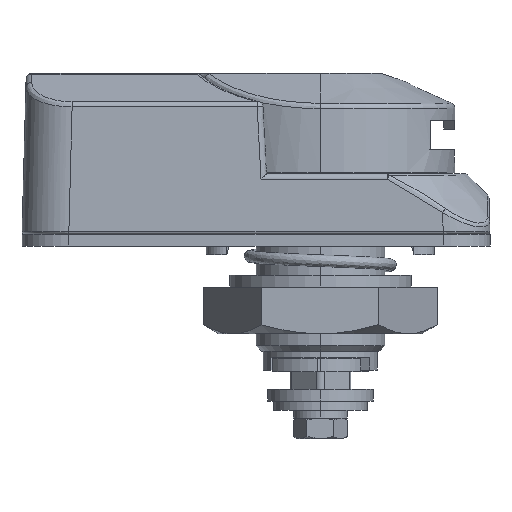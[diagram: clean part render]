
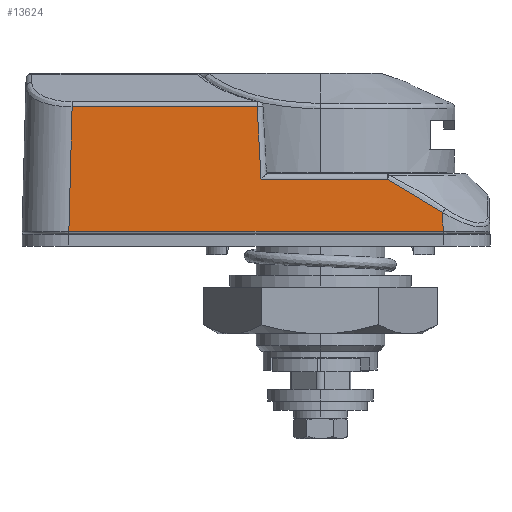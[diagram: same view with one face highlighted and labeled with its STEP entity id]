
A CAD part, left-side view. The second image highlights one B-rep face of the part: STEP entity #13624.
In plain terms, the highlighted planar face has unit normal (-1, 0, 0.026).
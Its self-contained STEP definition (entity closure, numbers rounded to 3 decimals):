
#359 = EDGE_CURVE ( 'NONE', #13202, #968, #9669, .T. ) ;
#854 = CARTESIAN_POINT ( 'NONE',  ( -22.753, -29., 9.426 ) ) ;
#918 = VECTOR ( 'NONE', #4127, 1000. ) ;
#968 = VERTEX_POINT ( 'NONE', #10713 ) ;
#1098 = VERTEX_POINT ( 'NONE', #8856 ) ;
#1932 = CARTESIAN_POINT ( 'NONE',  ( -22.902, -20.905, 3.734 ) ) ;
#2660 = VERTEX_POINT ( 'NONE', #5305 ) ;
#2802 = CARTESIAN_POINT ( 'NONE',  ( -23.005, 43.008, -0.209 ) ) ;
#2919 = FACE_OUTER_BOUND ( 'NONE', #12860, .T. ) ;
#3374 = CARTESIAN_POINT ( 'NONE',  ( -22.429, 10.806, 21.793 ) ) ;
#4127 = DIRECTION ( 'NONE',  ( 0., 1., 0. ) ) ;
#4430 = LINE ( 'NONE', #2802, #9288 ) ;
#4699 = CARTESIAN_POINT ( 'NONE',  ( -22.429, 42.432, 21.793 ) ) ;
#4797 = LINE ( 'NONE', #9164, #918 ) ;
#4995 = VERTEX_POINT ( 'NONE', #12209 ) ;
#5186 = CARTESIAN_POINT ( 'NONE',  ( -22.753, -11.456, 9.426 ) ) ;
#5245 = EDGE_CURVE ( 'NONE', #1098, #5677, #13076, .T. ) ;
#5305 = CARTESIAN_POINT ( 'NONE',  ( -22.429, 10.806, 21.793 ) ) ;
#5677 = VERTEX_POINT ( 'NONE', #6215 ) ;
#5970 = EDGE_CURVE ( 'NONE', #968, #2660, #7791, .T. ) ;
#5991 = DIRECTION ( 'NONE',  ( 0.026, 0., 1. ) ) ;
#6215 = CARTESIAN_POINT ( 'NONE',  ( -22.902, -20.905, 3.734 ) ) ;
#6406 = CARTESIAN_POINT ( 'NONE',  ( -22.987, -29., 0.513 ) ) ;
#6593 = EDGE_CURVE ( 'NONE', #5677, #13202, #15719, .T. ) ;
#6923 = CARTESIAN_POINT ( 'NONE',  ( -22.753, 10.138, 9.426 ) ) ;
#7083 = ORIENTED_EDGE ( 'NONE', *, *, #9566, .T. ) ;
#7119 = CARTESIAN_POINT ( 'NONE',  ( -22.797, -14.729, 7.734 ) ) ;
#7246 = PLANE ( 'NONE',  #8159 ) ;
#7733 = ORIENTED_EDGE ( 'NONE', *, *, #6593, .T. ) ;
#7791 =( BOUNDED_CURVE ( )  B_SPLINE_CURVE ( 3, ( #6923, #12022, #14552, #3374 ),
 .UNSPECIFIED., .F., .F. ) 
 B_SPLINE_CURVE_WITH_KNOTS ( ( 4, 4 ),
 ( 0.436, 0.467 ),
 .UNSPECIFIED. ) 
 CURVE ( )  GEOMETRIC_REPRESENTATION_ITEM ( )  RATIONAL_B_SPLINE_CURVE ( ( 1., 1., 1., 1. ) ) 
 REPRESENTATION_ITEM ( '' )  );
#8159 = AXIS2_PLACEMENT_3D ( 'NONE', #9722, #11145, #5991 ) ;
#8267 = CARTESIAN_POINT ( 'NONE',  ( -22.874, -19.398, 4.795 ) ) ;
#8856 = CARTESIAN_POINT ( 'NONE',  ( -22.987, -20.989, 0.513 ) ) ;
#9125 = VECTOR ( 'NONE', #10285, 1000. ) ;
#9164 = CARTESIAN_POINT ( 'NONE',  ( -22.429, -29., 21.793 ) ) ;
#9288 = VECTOR ( 'NONE', #11550, 1000. ) ;
#9416 = CARTESIAN_POINT ( 'NONE',  ( -22.774, -13.123, 8.631 ) ) ;
#9494 = EDGE_CURVE ( 'NONE', #2660, #11401, #4797, .T. ) ;
#9525 = CARTESIAN_POINT ( 'NONE',  ( -22.848, -17.867, 5.816 ) ) ;
#9566 = EDGE_CURVE ( 'NONE', #11401, #4995, #4430, .T. ) ;
#9669 = LINE ( 'NONE', #854, #15565 ) ;
#9722 = CARTESIAN_POINT ( 'NONE',  ( -23., -29., 0. ) ) ;
#9983 = ORIENTED_EDGE ( 'NONE', *, *, #9494, .T. ) ;
#10285 = DIRECTION ( 'NONE',  ( 0.026, 0.026, 0.999 ) ) ;
#10713 = CARTESIAN_POINT ( 'NONE',  ( -22.753, 10.138, 9.426 ) ) ;
#10925 = EDGE_CURVE ( 'NONE', #4995, #1098, #15148, .T. ) ;
#11145 = DIRECTION ( 'NONE',  ( -1., 0., 0.026 ) ) ;
#11401 = VERTEX_POINT ( 'NONE', #4699 ) ;
#11550 = DIRECTION ( 'NONE',  ( -0.026, 0.026, -0.999 ) ) ;
#12022 = CARTESIAN_POINT ( 'NONE',  ( -22.649, 10.363, 13.417 ) ) ;
#12209 = CARTESIAN_POINT ( 'NONE',  ( -22.987, 42.989, 0.513 ) ) ;
#12637 = CARTESIAN_POINT ( 'NONE',  ( -23.005, -21.008, -0.209 ) ) ;
#12782 = VECTOR ( 'NONE', #15180, 1000. ) ;
#12860 = EDGE_LOOP ( 'NONE', ( #7083, #15681, #15862, #7733, #14836, #12870, #9983 ) ) ;
#12870 = ORIENTED_EDGE ( 'NONE', *, *, #5970, .T. ) ;
#13076 = LINE ( 'NONE', #12637, #9125 ) ;
#13202 = VERTEX_POINT ( 'NONE', #5186 ) ;
#13319 = DIRECTION ( 'NONE',  ( 0., 1., 0. ) ) ;
#13624 = ADVANCED_FACE ( 'NONE', ( #2919 ), #7246, .T. ) ;
#14552 = CARTESIAN_POINT ( 'NONE',  ( -22.541, 10.585, 17.539 ) ) ;
#14836 = ORIENTED_EDGE ( 'NONE', *, *, #359, .T. ) ;
#15148 = LINE ( 'NONE', #6406, #12782 ) ;
#15180 = DIRECTION ( 'NONE',  ( 0., -1., 0. ) ) ;
#15565 = VECTOR ( 'NONE', #13319, 1000. ) ;
#15681 = ORIENTED_EDGE ( 'NONE', *, *, #10925, .T. ) ;
#15719 = B_SPLINE_CURVE_WITH_KNOTS ( 'NONE', 3,
 ( #1932, #8267, #9525, #7119, #9416, #15826 ),
 .UNSPECIFIED., .F., .F.,
 ( 4, 2, 4 ),
 ( 0., 0.006, 0.011 ),
 .UNSPECIFIED. ) ;
#15826 = CARTESIAN_POINT ( 'NONE',  ( -22.753, -11.456, 9.426 ) ) ;
#15862 = ORIENTED_EDGE ( 'NONE', *, *, #5245, .T. ) ;
